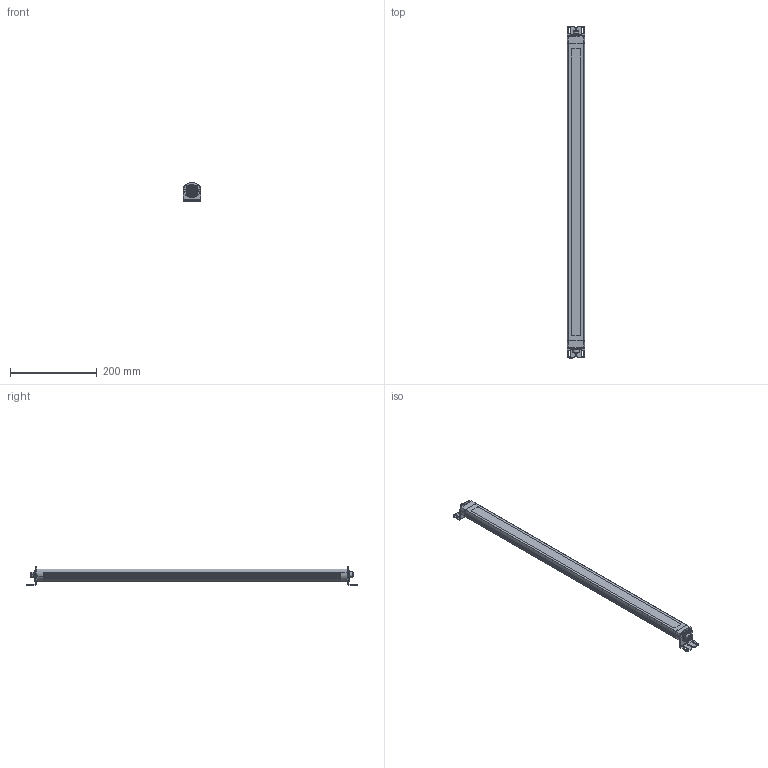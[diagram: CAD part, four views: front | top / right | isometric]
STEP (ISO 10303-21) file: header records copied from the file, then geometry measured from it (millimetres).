
FILE_DESCRIPTION(('CATIA V5 STEP Exchange','CAx-IF Rec.Pracs.--- Model Styling and Organization---1.4--- 2014-01-23'),'2;1');
FILE_NAME ('1483015-1_0', '2022-11-07T07:24:12+00:00', ('none'), ('Weidmueller'), 'CATIA Version 5-6 Release 2016 SP3 HF44', 'CATIA V5 STEP AP214', 'none');
FILE_SCHEMA(('AUTOMOTIVE_DESIGN { 1 0 10303 214 1 1 1 1 }'));
Length unit declared in the file: millimetre
Products named in the file (1): 2899380000
Bounding box: 40.01 x 765 x 42 mm (x, y, z)
Volume: 654148.4 mm3; surface area: 135461.4 mm2
Topology: 10 solids, 10 shells, 1429 faces, 4198 edges, 2738 vertices
Faces by surface type: cylinder 590, plane 457, cone 182, bspline 118, torus 66, sphere 16
Entity records: 50961 total; most frequent: CARTESIAN_POINT 16097, ORIENTED_EDGE 8270, DIRECTION 5508, EDGE_CURVE 4135, AXIS2_PLACEMENT_3D 2827, VERTEX_POINT 2736, CIRCLE 1554, EDGE_LOOP 1547
